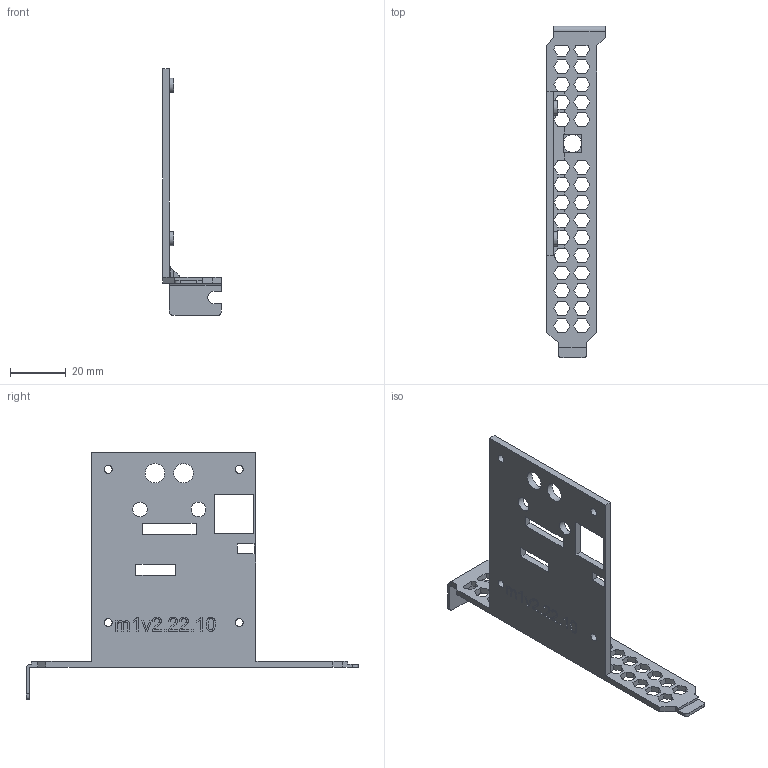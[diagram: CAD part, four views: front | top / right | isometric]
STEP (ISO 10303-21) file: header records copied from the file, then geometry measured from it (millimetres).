
FILE_DESCRIPTION(/* description */ (''),/* implementation_level */ '2;1');
FILE_NAME(/* name */ 'PCI card Blank v9.step',/* time_stamp */ '2022-10-15T11:29:10-07:00',/* author */ (''),/* organization */ (''),/* preprocessor_version */ 'ST-DEVELOPER v19',/* originating_system */ 'Autodesk Translation Framework v11.7.0.108',/* authorisation */ '');
FILE_SCHEMA (('AUTOMOTIVE_DESIGN { 1 0 10303 214 3 1 1 }'));
Length unit declared in the file: millimetre
Products named in the file (1): PCI card Blank
Bounding box: 21 x 119.15 x 88.54 mm (x, y, z)
Volume: 12967.7 mm3; surface area: 14075.4 mm2
Topology: 1 solids, 1 shells, 412 faces, 1209 edges, 806 vertices
Faces by surface type: plane 291, bspline 105, cylinder 16
Full cylindrical faces by diameter (mm): 2.8 x4, 5.2 x4, 5.3 x2, 6.45 x1, 7 x2
Entity records: 14679 total; most frequent: CARTESIAN_POINT 4189, ORIENTED_EDGE 2426, DIRECTION 1651, EDGE_CURVE 1213, LINE 971, VECTOR 971, VERTEX_POINT 810, EDGE_LOOP 505
